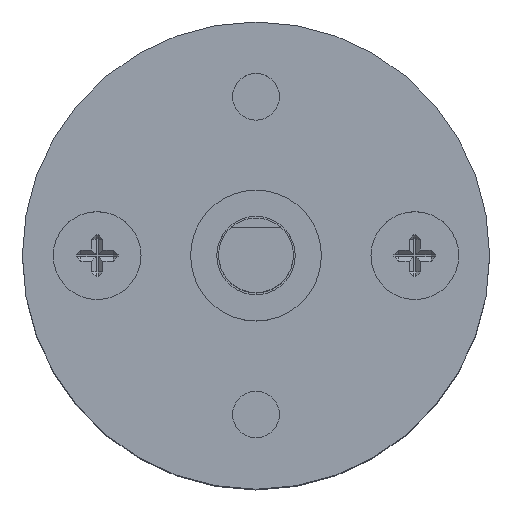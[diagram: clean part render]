
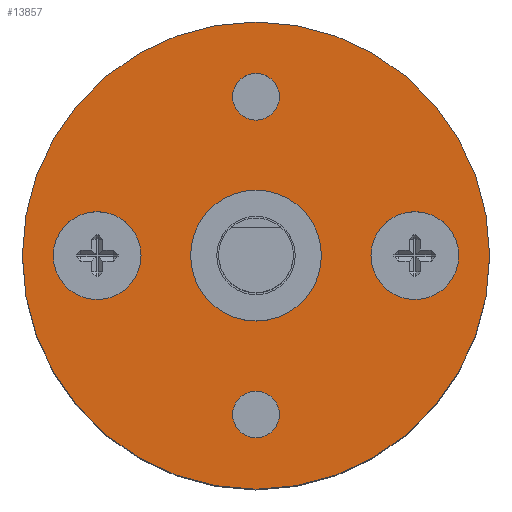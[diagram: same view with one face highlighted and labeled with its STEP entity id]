
A CAD part, top view. The second image highlights one B-rep face of the part: STEP entity #13857.
In plain terms, the highlighted planar face has unit normal (0, 0, 1).
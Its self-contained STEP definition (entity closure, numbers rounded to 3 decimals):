
#355 = DIRECTION ( 'NONE',  ( 0., 0., -1. ) ) ;
#403 = VERTEX_POINT ( 'NONE', #11468 ) ;
#486 = VERTEX_POINT ( 'NONE', #20476 ) ;
#849 = CARTESIAN_POINT ( 'NONE',  ( 30.875, -8.5, 18.375 ) ) ;
#1124 = ORIENTED_EDGE ( 'NONE', *, *, #19373, .F. ) ;
#1393 = CIRCLE ( 'NONE', #6587, 1.25 ) ;
#2217 = AXIS2_PLACEMENT_3D ( 'NONE', #12842, #19468, #28060 ) ;
#2586 = AXIS2_PLACEMENT_3D ( 'NONE', #26778, #26574, #15866 ) ;
#2761 = DIRECTION ( 'NONE',  ( -1., 0., 0. ) ) ;
#2876 = DIRECTION ( 'NONE',  ( 1., 0., 0. ) ) ;
#3003 = CARTESIAN_POINT ( 'NONE',  ( 34.375, 0., 18.375 ) ) ;
#3025 = ORIENTED_EDGE ( 'NONE', *, *, #19539, .F. ) ;
#3424 = CARTESIAN_POINT ( 'NONE',  ( 32.125, 8.5, 18.375 ) ) ;
#3458 = EDGE_LOOP ( 'NONE', ( #18853, #20825 ) ) ;
#3626 = CARTESIAN_POINT ( 'NONE',  ( 32.125, -8.5, 18.375 ) ) ;
#3627 = CARTESIAN_POINT ( 'NONE',  ( 30.875, 8.5, 18.375 ) ) ;
#3824 = VERTEX_POINT ( 'NONE', #10540 ) ;
#4034 = FACE_BOUND ( 'NONE', #20585, .T. ) ;
#4638 = CARTESIAN_POINT ( 'NONE',  ( 30.875, -8.5, 18.375 ) ) ;
#4678 = CARTESIAN_POINT ( 'NONE',  ( 30.875, 0., 18.375 ) ) ;
#4754 = VERTEX_POINT ( 'NONE', #9264 ) ;
#4776 = CARTESIAN_POINT ( 'NONE',  ( 30.875, 0., 18.375 ) ) ;
#4911 = DIRECTION ( 'NONE',  ( 0., 0., 1. ) ) ;
#4973 = CARTESIAN_POINT ( 'NONE',  ( 39.375, 0., 18.375 ) ) ;
#5055 = CIRCLE ( 'NONE', #8495, 2.35 ) ;
#5161 = DIRECTION ( 'NONE',  ( 1., 0., 0. ) ) ;
#5374 = EDGE_CURVE ( 'NONE', #24029, #6580, #9171, .T. ) ;
#6004 = ORIENTED_EDGE ( 'NONE', *, *, #5374, .F. ) ;
#6360 = VERTEX_POINT ( 'NONE', #17858 ) ;
#6426 = AXIS2_PLACEMENT_3D ( 'NONE', #4973, #15925, #2876 ) ;
#6580 = VERTEX_POINT ( 'NONE', #3424 ) ;
#6587 = AXIS2_PLACEMENT_3D ( 'NONE', #4638, #4911, #22089 ) ;
#6889 = VERTEX_POINT ( 'NONE', #3003 ) ;
#7011 = CIRCLE ( 'NONE', #25189, 12.5 ) ;
#7437 = FACE_OUTER_BOUND ( 'NONE', #7527, .T. ) ;
#7527 = EDGE_LOOP ( 'NONE', ( #8546, #17637 ) ) ;
#7861 = DIRECTION ( 'NONE',  ( 1., 0., 0. ) ) ;
#8495 = AXIS2_PLACEMENT_3D ( 'NONE', #11275, #355, #24543 ) ;
#8546 = ORIENTED_EDGE ( 'NONE', *, *, #24101, .F. ) ;
#8999 = ORIENTED_EDGE ( 'NONE', *, *, #22591, .F. ) ;
#9171 = CIRCLE ( 'NONE', #27562, 1.25 ) ;
#9264 = CARTESIAN_POINT ( 'NONE',  ( 20.025, 0., 18.375 ) ) ;
#9289 = DIRECTION ( 'NONE',  ( 0., 0., 1. ) ) ;
#9388 = DIRECTION ( 'NONE',  ( 0., 0., -1. ) ) ;
#10540 = CARTESIAN_POINT ( 'NONE',  ( 41.725, 0., 18.375 ) ) ;
#11030 = AXIS2_PLACEMENT_3D ( 'NONE', #4776, #11110, #17472 ) ;
#11110 = DIRECTION ( 'NONE',  ( 0., 0., 1. ) ) ;
#11273 = DIRECTION ( 'NONE',  ( -1., 0., 0. ) ) ;
#11275 = CARTESIAN_POINT ( 'NONE',  ( 22.375, 0., 18.375 ) ) ;
#11468 = CARTESIAN_POINT ( 'NONE',  ( 29.625, -8.5, 18.375 ) ) ;
#12093 = EDGE_LOOP ( 'NONE', ( #3025, #19871 ) ) ;
#12842 = CARTESIAN_POINT ( 'NONE',  ( 30.875, 8.5, 18.375 ) ) ;
#13582 = FACE_BOUND ( 'NONE', #12093, .T. ) ;
#13711 = EDGE_LOOP ( 'NONE', ( #8999, #1124 ) ) ;
#13857 = ADVANCED_FACE ( 'NONE', ( #4034, #15265, #13582, #24522, #18653, #7437 ), #19027, .F. ) ;
#13887 = DIRECTION ( 'NONE',  ( -1., 0., 0. ) ) ;
#14633 = VERTEX_POINT ( 'NONE', #22027 ) ;
#15265 = FACE_BOUND ( 'NONE', #3458, .T. ) ;
#15822 = VERTEX_POINT ( 'NONE', #22173 ) ;
#15866 = DIRECTION ( 'NONE',  ( 1., 0., 0. ) ) ;
#15925 = DIRECTION ( 'NONE',  ( 0., 0., 1. ) ) ;
#16828 = CARTESIAN_POINT ( 'NONE',  ( 30.875, 0., 18.375 ) ) ;
#16854 = VERTEX_POINT ( 'NONE', #3626 ) ;
#16868 = DIRECTION ( 'NONE',  ( 0., 0., 1. ) ) ;
#16999 = AXIS2_PLACEMENT_3D ( 'NONE', #849, #9289, #5161 ) ;
#17471 = CARTESIAN_POINT ( 'NONE',  ( 30.875, 0., 18.375 ) ) ;
#17472 = DIRECTION ( 'NONE',  ( -1., 0., 0. ) ) ;
#17527 = CIRCLE ( 'NONE', #6426, 2.35 ) ;
#17637 = ORIENTED_EDGE ( 'NONE', *, *, #21402, .F. ) ;
#17858 = CARTESIAN_POINT ( 'NONE',  ( 43.375, 0., 18.375 ) ) ;
#18052 = CARTESIAN_POINT ( 'NONE',  ( 22.375, 0., 18.375 ) ) ;
#18116 = CARTESIAN_POINT ( 'NONE',  ( 30.875, 0., 18.375 ) ) ;
#18174 = ORIENTED_EDGE ( 'NONE', *, *, #19170, .F. ) ;
#18618 = CARTESIAN_POINT ( 'NONE',  ( 29.625, 8.5, 18.375 ) ) ;
#18653 = FACE_BOUND ( 'NONE', #13711, .T. ) ;
#18781 = EDGE_CURVE ( 'NONE', #15822, #3824, #17527, .T. ) ;
#18853 = ORIENTED_EDGE ( 'NONE', *, *, #27564, .F. ) ;
#18883 = CIRCLE ( 'NONE', #25027, 2.35 ) ;
#19027 = PLANE ( 'NONE',  #19046 ) ;
#19046 = AXIS2_PLACEMENT_3D ( 'NONE', #16828, #25947, #19316 ) ;
#19169 = ORIENTED_EDGE ( 'NONE', *, *, #20401, .T. ) ;
#19170 = EDGE_CURVE ( 'NONE', #6580, #24029, #23213, .T. ) ;
#19291 = CARTESIAN_POINT ( 'NONE',  ( 27.375, 0., 18.375 ) ) ;
#19316 = DIRECTION ( 'NONE',  ( -1., 0., 0. ) ) ;
#19373 = EDGE_CURVE ( 'NONE', #6889, #24978, #26301, .T. ) ;
#19421 = EDGE_LOOP ( 'NONE', ( #18174, #6004 ) ) ;
#19468 = DIRECTION ( 'NONE',  ( 0., 0., 1. ) ) ;
#19539 = EDGE_CURVE ( 'NONE', #16854, #403, #22888, .T. ) ;
#19871 = ORIENTED_EDGE ( 'NONE', *, *, #25838, .F. ) ;
#19918 = DIRECTION ( 'NONE',  ( 0., 0., 1. ) ) ;
#20136 = DIRECTION ( 'NONE',  ( 0., 0., -1. ) ) ;
#20401 = EDGE_CURVE ( 'NONE', #4754, #14633, #5055, .T. ) ;
#20476 = CARTESIAN_POINT ( 'NONE',  ( 18.375, 0., 18.375 ) ) ;
#20585 = EDGE_LOOP ( 'NONE', ( #27633, #19169 ) ) ;
#20706 = AXIS2_PLACEMENT_3D ( 'NONE', #18116, #9388, #2761 ) ;
#20825 = ORIENTED_EDGE ( 'NONE', *, *, #18781, .F. ) ;
#21111 = AXIS2_PLACEMENT_3D ( 'NONE', #4678, #19918, #11273 ) ;
#21402 = EDGE_CURVE ( 'NONE', #486, #6360, #26842, .T. ) ;
#21862 = DIRECTION ( 'NONE',  ( 0., 0., -1. ) ) ;
#22027 = CARTESIAN_POINT ( 'NONE',  ( 24.725, 0., 18.375 ) ) ;
#22089 = DIRECTION ( 'NONE',  ( 1., 0., 0. ) ) ;
#22173 = CARTESIAN_POINT ( 'NONE',  ( 37.025, 0., 18.375 ) ) ;
#22591 = EDGE_CURVE ( 'NONE', #24978, #6889, #26415, .T. ) ;
#22888 = CIRCLE ( 'NONE', #16999, 1.25 ) ;
#23213 = CIRCLE ( 'NONE', #2217, 1.25 ) ;
#24029 = VERTEX_POINT ( 'NONE', #18618 ) ;
#24101 = EDGE_CURVE ( 'NONE', #6360, #486, #7011, .T. ) ;
#24522 = FACE_BOUND ( 'NONE', #19421, .T. ) ;
#24543 = DIRECTION ( 'NONE',  ( -1., 0., 0. ) ) ;
#24777 = EDGE_CURVE ( 'NONE', #14633, #4754, #18883, .T. ) ;
#24865 = CIRCLE ( 'NONE', #2586, 2.35 ) ;
#24978 = VERTEX_POINT ( 'NONE', #19291 ) ;
#25027 = AXIS2_PLACEMENT_3D ( 'NONE', #18052, #20136, #13887 ) ;
#25189 = AXIS2_PLACEMENT_3D ( 'NONE', #17471, #21862, #26206 ) ;
#25838 = EDGE_CURVE ( 'NONE', #403, #16854, #1393, .T. ) ;
#25947 = DIRECTION ( 'NONE',  ( 0., 0., -1. ) ) ;
#26206 = DIRECTION ( 'NONE',  ( -1., 0., 0. ) ) ;
#26301 = CIRCLE ( 'NONE', #11030, 3.5 ) ;
#26415 = CIRCLE ( 'NONE', #21111, 3.5 ) ;
#26574 = DIRECTION ( 'NONE',  ( 0., 0., 1. ) ) ;
#26778 = CARTESIAN_POINT ( 'NONE',  ( 39.375, 0., 18.375 ) ) ;
#26842 = CIRCLE ( 'NONE', #20706, 12.5 ) ;
#27562 = AXIS2_PLACEMENT_3D ( 'NONE', #3627, #16868, #7861 ) ;
#27564 = EDGE_CURVE ( 'NONE', #3824, #15822, #24865, .T. ) ;
#27633 = ORIENTED_EDGE ( 'NONE', *, *, #24777, .T. ) ;
#28060 = DIRECTION ( 'NONE',  ( 1., 0., 0. ) ) ;
